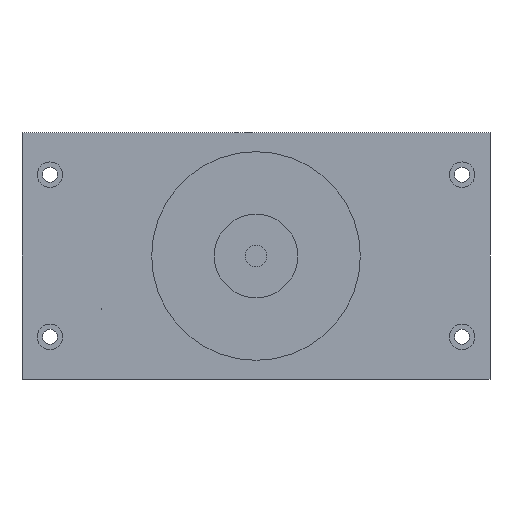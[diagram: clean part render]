
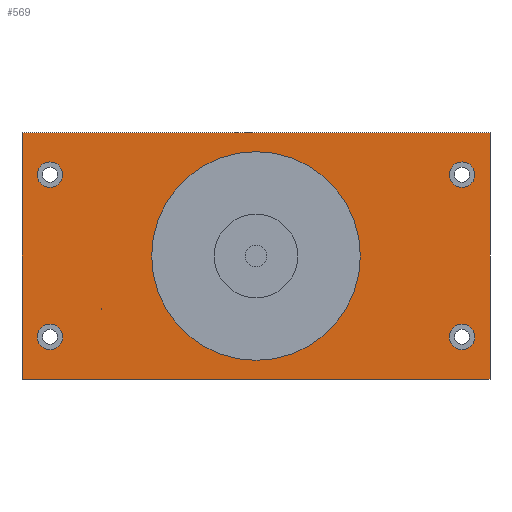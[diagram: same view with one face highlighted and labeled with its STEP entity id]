
A CAD part, left-side view. The second image highlights one B-rep face of the part: STEP entity #569.
In plain terms, the highlighted planar face has unit normal (-1, 0, 0).
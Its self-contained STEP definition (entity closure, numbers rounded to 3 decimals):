
#17=FACE_BOUND('',#105,.T.);
#18=FACE_BOUND('',#106,.T.);
#19=FACE_BOUND('',#107,.T.);
#20=FACE_BOUND('',#108,.T.);
#21=FACE_BOUND('',#109,.T.);
#22=FACE_BOUND('',#110,.T.);
#40=PLANE('',#612);
#67=FACE_OUTER_BOUND('',#104,.T.);
#104=EDGE_LOOP('',(#433,#434,#435,#436));
#105=EDGE_LOOP('',(#437));
#106=EDGE_LOOP('',(#438,#439,#440,#441));
#107=EDGE_LOOP('',(#442));
#108=EDGE_LOOP('',(#443));
#109=EDGE_LOOP('',(#444));
#110=EDGE_LOOP('',(#445));
#161=LINE('',#874,#214);
#162=LINE('',#876,#215);
#163=LINE('',#878,#216);
#164=LINE('',#879,#217);
#165=LINE('',#882,#218);
#166=LINE('',#884,#219);
#167=LINE('',#886,#220);
#168=LINE('',#887,#221);
#214=VECTOR('',#705,10.);
#215=VECTOR('',#706,10.);
#216=VECTOR('',#707,10.);
#217=VECTOR('',#708,10.);
#218=VECTOR('',#709,10.);
#219=VECTOR('',#710,10.);
#220=VECTOR('',#711,10.);
#221=VECTOR('',#712,10.);
#256=CIRCLE('',#609,12.5);
#257=CIRCLE('',#613,1.525);
#258=CIRCLE('',#614,1.525);
#259=CIRCLE('',#615,1.525);
#260=CIRCLE('',#616,1.525);
#288=VERTEX_POINT('',#866);
#289=VERTEX_POINT('',#872);
#290=VERTEX_POINT('',#873);
#291=VERTEX_POINT('',#875);
#292=VERTEX_POINT('',#877);
#293=VERTEX_POINT('',#880);
#294=VERTEX_POINT('',#881);
#295=VERTEX_POINT('',#883);
#296=VERTEX_POINT('',#885);
#297=VERTEX_POINT('',#888);
#298=VERTEX_POINT('',#890);
#299=VERTEX_POINT('',#892);
#300=VERTEX_POINT('',#894);
#344=EDGE_CURVE('',#288,#288,#256,.T.);
#345=EDGE_CURVE('',#289,#290,#161,.T.);
#346=EDGE_CURVE('',#290,#291,#162,.T.);
#347=EDGE_CURVE('',#291,#292,#163,.T.);
#348=EDGE_CURVE('',#292,#289,#164,.T.);
#349=EDGE_CURVE('',#293,#294,#165,.T.);
#350=EDGE_CURVE('',#294,#295,#166,.T.);
#351=EDGE_CURVE('',#295,#296,#167,.T.);
#352=EDGE_CURVE('',#296,#293,#168,.T.);
#353=EDGE_CURVE('',#297,#297,#257,.T.);
#354=EDGE_CURVE('',#298,#298,#258,.T.);
#355=EDGE_CURVE('',#299,#299,#259,.T.);
#356=EDGE_CURVE('',#300,#300,#260,.T.);
#433=ORIENTED_EDGE('',*,*,#345,.T.);
#434=ORIENTED_EDGE('',*,*,#346,.T.);
#435=ORIENTED_EDGE('',*,*,#347,.T.);
#436=ORIENTED_EDGE('',*,*,#348,.T.);
#437=ORIENTED_EDGE('',*,*,#344,.T.);
#438=ORIENTED_EDGE('',*,*,#349,.T.);
#439=ORIENTED_EDGE('',*,*,#350,.T.);
#440=ORIENTED_EDGE('',*,*,#351,.T.);
#441=ORIENTED_EDGE('',*,*,#352,.T.);
#442=ORIENTED_EDGE('',*,*,#353,.T.);
#443=ORIENTED_EDGE('',*,*,#354,.T.);
#444=ORIENTED_EDGE('',*,*,#355,.T.);
#445=ORIENTED_EDGE('',*,*,#356,.T.);
#569=ADVANCED_FACE('',(#67,#17,#18,#19,#20,#21,#22),#40,.T.);
#609=AXIS2_PLACEMENT_3D('',#868,#697,#698);
#612=AXIS2_PLACEMENT_3D('',#871,#703,#704);
#613=AXIS2_PLACEMENT_3D('',#889,#713,#714);
#614=AXIS2_PLACEMENT_3D('',#891,#715,#716);
#615=AXIS2_PLACEMENT_3D('',#893,#717,#718);
#616=AXIS2_PLACEMENT_3D('',#895,#719,#720);
#697=DIRECTION('center_axis',(1.,0.,0.));
#698=DIRECTION('ref_axis',(0.,0.,1.));
#703=DIRECTION('center_axis',(-1.,0.,0.));
#704=DIRECTION('ref_axis',(0.,0.,1.));
#705=DIRECTION('',(0.,1.,0.));
#706=DIRECTION('',(0.,0.,-1.));
#707=DIRECTION('',(0.,-1.,0.));
#708=DIRECTION('',(0.,0.,1.));
#709=DIRECTION('',(0.,-1.,0.));
#710=DIRECTION('',(0.,0.,-1.));
#711=DIRECTION('',(0.,1.,0.));
#712=DIRECTION('',(0.,0.,1.));
#713=DIRECTION('center_axis',(1.,0.,0.));
#714=DIRECTION('ref_axis',(0.,0.,-1.));
#715=DIRECTION('center_axis',(1.,0.,0.));
#716=DIRECTION('ref_axis',(0.,0.,-1.));
#717=DIRECTION('center_axis',(1.,0.,0.));
#718=DIRECTION('ref_axis',(0.,0.,-1.));
#719=DIRECTION('center_axis',(1.,0.,0.));
#720=DIRECTION('ref_axis',(0.,0.,-1.));
#866=CARTESIAN_POINT('',(-2.884,0.81,-22.775));
#868=CARTESIAN_POINT('Origin',(-2.884,0.81,-10.275));
#871=CARTESIAN_POINT('Origin',(-2.884,0.81,-10.275));
#872=CARTESIAN_POINT('',(-2.884,-27.223,4.5));
#873=CARTESIAN_POINT('',(-2.884,28.843,4.5));
#874=CARTESIAN_POINT('',(-2.884,-13.207,4.5));
#875=CARTESIAN_POINT('',(-2.884,28.843,-25.05));
#876=CARTESIAN_POINT('',(-2.884,28.843,16.5));
#877=CARTESIAN_POINT('',(-2.884,-27.223,-25.05));
#878=CARTESIAN_POINT('',(-2.884,14.826,-25.05));
#879=CARTESIAN_POINT('',(-2.884,-27.223,-37.05));
#880=CARTESIAN_POINT('',(-2.884,19.356,-16.607));
#881=CARTESIAN_POINT('',(-2.884,19.33,-16.607));
#882=CARTESIAN_POINT('',(-2.884,19.356,-16.607));
#883=CARTESIAN_POINT('',(-2.884,19.33,-16.662));
#884=CARTESIAN_POINT('',(-2.884,19.33,-16.607));
#885=CARTESIAN_POINT('',(-2.884,19.356,-16.662));
#886=CARTESIAN_POINT('',(-2.884,19.33,-16.662));
#887=CARTESIAN_POINT('',(-2.884,19.356,-16.662));
#888=CARTESIAN_POINT('',(-2.884,25.492,-18.432));
#889=CARTESIAN_POINT('Origin',(-2.884,25.492,-19.957));
#890=CARTESIAN_POINT('',(-2.884,25.492,0.99));
#891=CARTESIAN_POINT('Origin',(-2.884,25.492,-0.535));
#892=CARTESIAN_POINT('',(-2.884,-23.872,-18.432));
#893=CARTESIAN_POINT('Origin',(-2.884,-23.872,-19.957));
#894=CARTESIAN_POINT('',(-2.884,-23.872,0.99));
#895=CARTESIAN_POINT('Origin',(-2.884,-23.872,-0.535));
